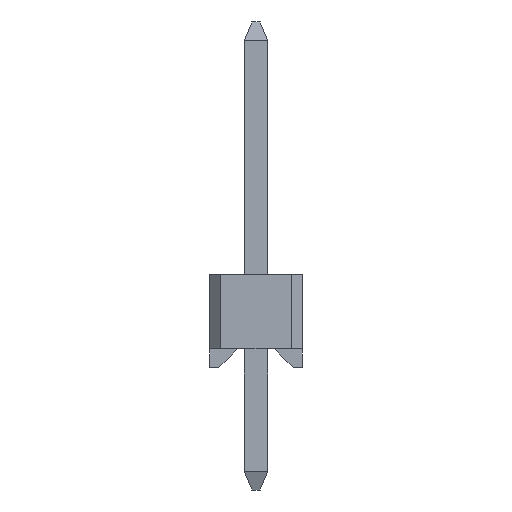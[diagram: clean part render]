
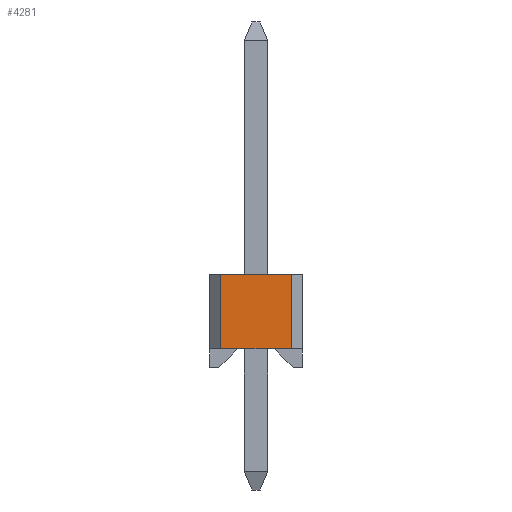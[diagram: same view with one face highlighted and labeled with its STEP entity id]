
A CAD part, left-side view. The second image highlights one B-rep face of the part: STEP entity #4281.
In plain terms, the highlighted planar face has unit normal (-1, 0, 0).
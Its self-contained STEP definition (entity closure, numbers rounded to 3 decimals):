
#79=FACE_OUTER_BOUND($,#337,.T.);
#337=EDGE_LOOP($,(#3154,#3155,#3156,#3157));
#599=LINE($,#5979,#1211);
#795=LINE($,#6357,#1407);
#822=LINE($,#6404,#1434);
#823=LINE($,#6405,#1435);
#1211=VECTOR($,#4822,1.9);
#1407=VECTOR($,#5086,1.9);
#1434=VECTOR($,#5117,2.);
#1435=VECTOR($,#5118,2.);
#1822=VERTEX_POINT($,#5976);
#1823=VERTEX_POINT($,#5978);
#1970=VERTEX_POINT($,#6354);
#1971=VERTEX_POINT($,#6356);
#2215=EDGE_CURVE($,#1823,#1822,#599,.T.);
#2411=EDGE_CURVE($,#1971,#1970,#795,.T.);
#2438=EDGE_CURVE($,#1823,#1970,#822,.T.);
#2439=EDGE_CURVE($,#1822,#1971,#823,.T.);
#3154=ORIENTED_EDGE($,*,*,#2438,.F.);
#3155=ORIENTED_EDGE($,*,*,#2215,.T.);
#3156=ORIENTED_EDGE($,*,*,#2439,.T.);
#3157=ORIENTED_EDGE($,*,*,#2411,.T.);
#4035=PLANE($,#4554);
#4281=ADVANCED_FACE($,(#79),#4035,.T.);
#4554=AXIS2_PLACEMENT_3D($,#6403,#5115,#5116);
#4822=DIRECTION($,(0.,-1.,0.));
#5086=DIRECTION($,(0.,1.,0.));
#5115=DIRECTION('center_axis',(-1.,0.,0.));
#5116=DIRECTION('ref_axis',(0.,0.,1.));
#5117=DIRECTION($,(0.,0.,1.));
#5118=DIRECTION($,(0.,0.,1.));
#5976=CARTESIAN_POINT('',(-7.62,-0.95,0.5));
#5978=CARTESIAN_POINT('',(-7.62,0.95,0.5));
#5979=CARTESIAN_POINT($,(-7.62,0.,0.5));
#6354=CARTESIAN_POINT('',(-7.62,0.95,2.5));
#6356=CARTESIAN_POINT('',(-7.62,-0.95,2.5));
#6357=CARTESIAN_POINT($,(-7.62,0.,2.5));
#6403=CARTESIAN_POINT('Origin',(-7.62,0.,0.5));
#6404=CARTESIAN_POINT($,(-7.62,0.95,0.5));
#6405=CARTESIAN_POINT($,(-7.62,-0.95,0.5));
